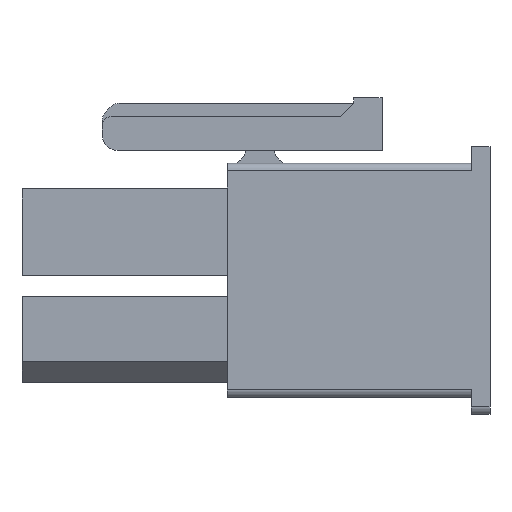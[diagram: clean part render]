
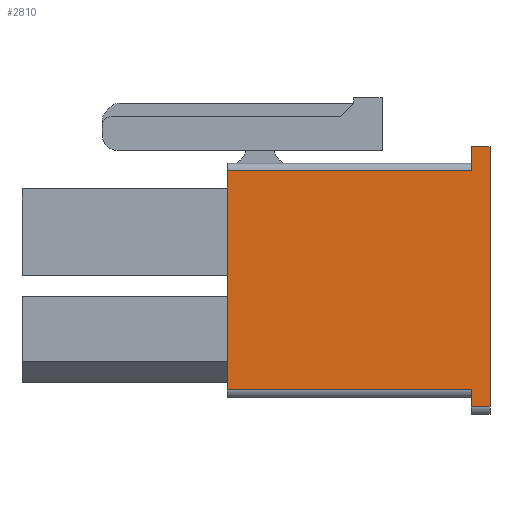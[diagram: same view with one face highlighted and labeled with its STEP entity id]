
A CAD part, left-side view. The second image highlights one B-rep face of the part: STEP entity #2810.
In plain terms, the highlighted planar face has unit normal (-1, 0, 0).
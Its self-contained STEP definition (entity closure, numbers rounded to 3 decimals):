
#338=ORIENTED_EDGE('',*,*,#1123,.F.);
#339=ORIENTED_EDGE('',*,*,#1124,.T.);
#340=ORIENTED_EDGE('',*,*,#1111,.T.);
#341=ORIENTED_EDGE('',*,*,#1125,.T.);
#342=ORIENTED_EDGE('',*,*,#1126,.F.);
#343=ORIENTED_EDGE('',*,*,#1127,.T.);
#344=ORIENTED_EDGE('',*,*,#951,.T.);
#345=ORIENTED_EDGE('',*,*,#1128,.F.);
#951=EDGE_CURVE('',#1351,#1352,#1615,.T.);
#1111=EDGE_CURVE('',#1490,#1491,#1761,.T.);
#1123=EDGE_CURVE('',#1498,#1499,#1769,.T.);
#1124=EDGE_CURVE('',#1498,#1490,#1770,.T.);
#1125=EDGE_CURVE('',#1491,#1500,#1771,.T.);
#1126=EDGE_CURVE('',#1501,#1500,#1772,.T.);
#1127=EDGE_CURVE('',#1501,#1351,#1773,.T.);
#1128=EDGE_CURVE('',#1499,#1352,#1774,.T.);
#1351=VERTEX_POINT('',#4017);
#1352=VERTEX_POINT('',#4018);
#1490=VERTEX_POINT('',#4342);
#1491=VERTEX_POINT('',#4343);
#1498=VERTEX_POINT('',#4364);
#1499=VERTEX_POINT('',#4365);
#1500=VERTEX_POINT('',#4368);
#1501=VERTEX_POINT('',#4370);
#1615=LINE('',#4016,#1989);
#1761=LINE('',#4341,#2135);
#1769=LINE('',#4363,#2143);
#1770=LINE('',#4366,#2144);
#1771=LINE('',#4367,#2145);
#1772=LINE('',#4369,#2146);
#1773=LINE('',#4371,#2147);
#1774=LINE('',#4372,#2148);
#1989=VECTOR('',#3220,1000.);
#2135=VECTOR('',#3446,1000.);
#2143=VECTOR('',#3466,1000.);
#2144=VECTOR('',#3467,1000.);
#2145=VECTOR('',#3468,1000.);
#2146=VECTOR('',#3469,1000.);
#2147=VECTOR('',#3470,1000.);
#2148=VECTOR('',#3471,1000.);
#2351=EDGE_LOOP('',(#338,#339,#340,#341,#342,#343,#344,#345));
#2515=FACE_BOUND('',#2351,.T.);
#2667=PLANE('',#2999);
#2810=ADVANCED_FACE('',(#2515),#2667,.T.);
#2999=AXIS2_PLACEMENT_3D('',#4362,#3464,#3465);
#3220=DIRECTION('',(0.,0.,1.));
#3446=DIRECTION('',(0.,0.,-1.));
#3464=DIRECTION('',(-1.,0.,0.));
#3465=DIRECTION('',(0.,0.,1.));
#3466=DIRECTION('',(0.,0.,1.));
#3467=DIRECTION('',(0.,1.,0.));
#3468=DIRECTION('',(0.,-1.,0.));
#3469=DIRECTION('',(0.,0.,1.));
#3470=DIRECTION('',(0.,-1.,0.));
#3471=DIRECTION('',(0.,-1.,0.));
#4016=CARTESIAN_POINT('',(-4.175,-14.,-6.23));
#4017=CARTESIAN_POINT('',(-4.175,-14.,-6.73));
#4018=CARTESIAN_POINT('',(-4.175,-14.,7.13));
#4341=CARTESIAN_POINT('',(-4.175,0.,6.23));
#4342=CARTESIAN_POINT('',(-4.175,0.,5.83));
#4343=CARTESIAN_POINT('',(-4.175,0.,-5.83));
#4362=CARTESIAN_POINT('',(-4.175,0.,0.));
#4363=CARTESIAN_POINT('',(-4.175,-13.,6.23));
#4364=CARTESIAN_POINT('',(-4.175,-13.,5.83));
#4365=CARTESIAN_POINT('',(-4.175,-13.,7.13));
#4366=CARTESIAN_POINT('',(-4.175,0.,5.83));
#4367=CARTESIAN_POINT('',(-4.175,0.,-5.83));
#4368=CARTESIAN_POINT('',(-4.175,-13.,-5.83));
#4369=CARTESIAN_POINT('',(-4.175,-13.,-7.13));
#4370=CARTESIAN_POINT('',(-4.175,-13.,-6.73));
#4371=CARTESIAN_POINT('',(-4.175,-14.,-6.73));
#4372=CARTESIAN_POINT('',(-4.175,-13.,7.13));
